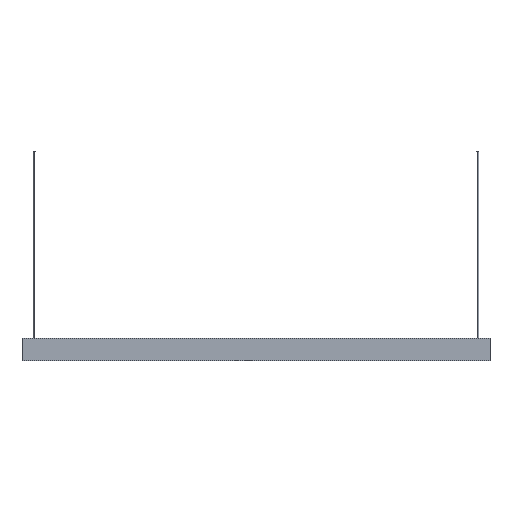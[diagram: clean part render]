
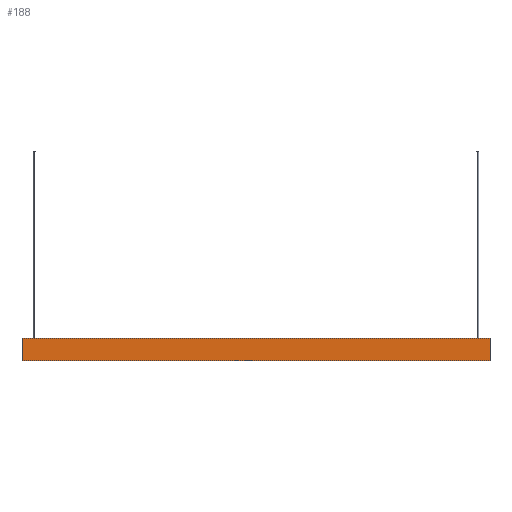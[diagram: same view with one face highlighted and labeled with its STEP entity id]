
A CAD part, top view. The second image highlights one B-rep face of the part: STEP entity #188.
In plain terms, the highlighted planar face has unit normal (0, 0, 1).
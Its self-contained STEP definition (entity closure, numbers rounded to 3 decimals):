
#11 = CARTESIAN_POINT ( 'NONE',  ( 2409.984, 120., 40.633 ) ) ;
#41 = VERTEX_POINT ( 'NONE', #343 ) ;
#52 = LINE ( 'NONE', #179, #419 ) ;
#78 = VERTEX_POINT ( 'NONE', #315 ) ;
#79 = VECTOR ( 'NONE', #427, 1000. ) ;
#90 = ORIENTED_EDGE ( 'NONE', *, *, #144, .T. ) ;
#111 = CARTESIAN_POINT ( 'NONE',  ( 2409.984, 120., 40.633 ) ) ;
#137 = DIRECTION ( 'NONE',  ( 0., -1., 0. ) ) ;
#140 = DIRECTION ( 'NONE',  ( 1., 0., 0. ) ) ;
#144 = EDGE_CURVE ( 'NONE', #312, #41, #345, .T. ) ;
#155 = EDGE_CURVE ( 'NONE', #404, #41, #275, .T. ) ;
#158 = DIRECTION ( 'NONE',  ( 0., -1., 0. ) ) ;
#176 = VECTOR ( 'NONE', #158, 1000. ) ;
#179 = CARTESIAN_POINT ( 'NONE',  ( -90.016, 120., 40.633 ) ) ;
#188 = ADVANCED_FACE ( 'NONE', ( #344 ), #387, .F. ) ;
#226 = EDGE_CURVE ( 'NONE', #78, #312, #52, .T. ) ;
#228 = EDGE_LOOP ( 'NONE', ( #90, #452, #361, #442 ) ) ;
#253 = DIRECTION ( 'NONE',  ( -1., 0., 0. ) ) ;
#254 = DIRECTION ( 'NONE',  ( 0., 0., -1. ) ) ;
#255 = CARTESIAN_POINT ( 'NONE',  ( -90.016, 120., 40.633 ) ) ;
#275 = LINE ( 'NONE', #11, #176 ) ;
#286 = VECTOR ( 'NONE', #140, 1000. ) ;
#289 = EDGE_CURVE ( 'NONE', #78, #404, #364, .T. ) ;
#312 = VERTEX_POINT ( 'NONE', #429 ) ;
#315 = CARTESIAN_POINT ( 'NONE',  ( -90.016, 120., 40.633 ) ) ;
#318 = AXIS2_PLACEMENT_3D ( 'NONE', #255, #254, #253 ) ;
#343 = CARTESIAN_POINT ( 'NONE',  ( 2409.984, 0., 40.633 ) ) ;
#344 = FACE_OUTER_BOUND ( 'NONE', #228, .T. ) ;
#345 = LINE ( 'NONE', #437, #286 ) ;
#361 = ORIENTED_EDGE ( 'NONE', *, *, #289, .F. ) ;
#364 = LINE ( 'NONE', #436, #79 ) ;
#387 = PLANE ( 'NONE',  #318 ) ;
#404 = VERTEX_POINT ( 'NONE', #111 ) ;
#419 = VECTOR ( 'NONE', #137, 1000. ) ;
#427 = DIRECTION ( 'NONE',  ( 1., 0., 0. ) ) ;
#429 = CARTESIAN_POINT ( 'NONE',  ( -90.016, 0., 40.633 ) ) ;
#436 = CARTESIAN_POINT ( 'NONE',  ( -90.016, 120., 40.633 ) ) ;
#437 = CARTESIAN_POINT ( 'NONE',  ( -90.016, 0., 40.633 ) ) ;
#442 = ORIENTED_EDGE ( 'NONE', *, *, #226, .T. ) ;
#452 = ORIENTED_EDGE ( 'NONE', *, *, #155, .F. ) ;
